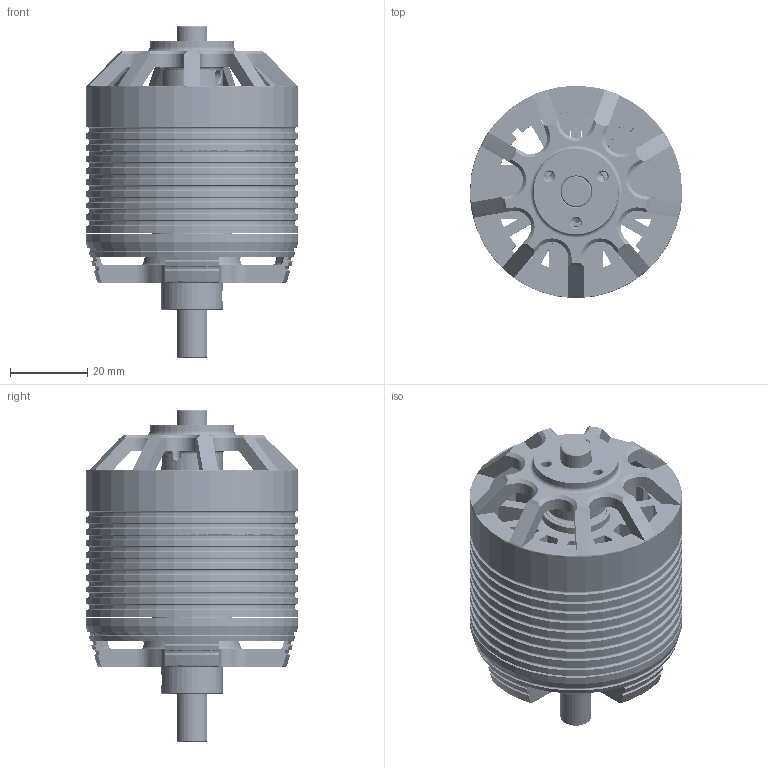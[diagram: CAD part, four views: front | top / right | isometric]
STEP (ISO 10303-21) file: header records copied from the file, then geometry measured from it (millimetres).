
FILE_DESCRIPTION (( 'STEP AP214' ), '1' );
FILE_NAME ('BA-4530-Motor.STEP', '2023-03-27T19:29:47', ( '' ), ( '' ), 'SwSTEP 2.0', 'SolidWorks 2014', '' );
FILE_SCHEMA (( 'AUTOMOTIVE_DESIGN' ));
Length unit declared in the file: millimetre
Products named in the file (24): 4530-Fluxring; 4530-Stator-Assem; 8x19x6-BRG; 45x18x20mm-Stator; 698HZZ_SOLID_1-1; 4530-Magnet; 688HZZ_SOLID_2-1; 688HZZ_SOLID_3-1; 45x18x1mm-Stator; 688HZZ_SOLID_1-1; 4530-Mount; 698HZZ_SOLID_3-1; Collar-8mm; Shaft Spacer; BA-4530-Motor; 4530-Stator-Pin; 4530-Rotor-Assem; 4530-Shaft; 45mm-Endbell; 45x18x5mm-Stator; 8x16x5-BRG; 45x18x30mm-Stator; 45x18-Stator-Plate; 698HZZ_SOLID_2-1
Assembly tree (50 placements, depth 7):
  BA-4530-Motor
    4530-Stator-Assem
      4530-Mount
      8x16x5-BRG
        688HZZ_SOLID_1-1
        688HZZ_SOLID_2-1
        688HZZ_SOLID_3-1
      8x19x6-BRG
        698HZZ_SOLID_1-1
        698HZZ_SOLID_2-1
        698HZZ_SOLID_3-1
      45x18x30mm-Stator
        45x18x20mm-Stator
          45x18x5mm-Stator  x4
            45x18x1mm-Stator
              45x18-Stator-Plate  x5
        45x18x5mm-Stator  x2
          45x18x1mm-Stator
            45x18-Stator-Plate  x5
      4530-Stator-Pin
    4530-Rotor-Assem
      45mm-Endbell
      4530-Shaft
      4530-Fluxring
      4530-Magnet  x14
    Shaft Spacer  x2
    Collar-8mm
Bounding box: 55 x 55 x 86 mm (x, y, z)
Volume: 68155.5 mm3; surface area: 270332.5 mm2
Topology: 178 solids, 178 shells, 34558 faces, 102047 edges, 67827 vertices
Faces by surface type: cylinder 26277, plane 7756, sphere 192, torus 186, cone 143, bspline 4
Entity records: 33981 total; most frequent: CARTESIAN_POINT 8016, DIRECTION 5507, ORIENTED_EDGE 5016, EDGE_CURVE 2508, AXIS2_PLACEMENT_3D 2322, VERTEX_POINT 1593, CIRCLE 1278, EDGE_LOOP 1101
